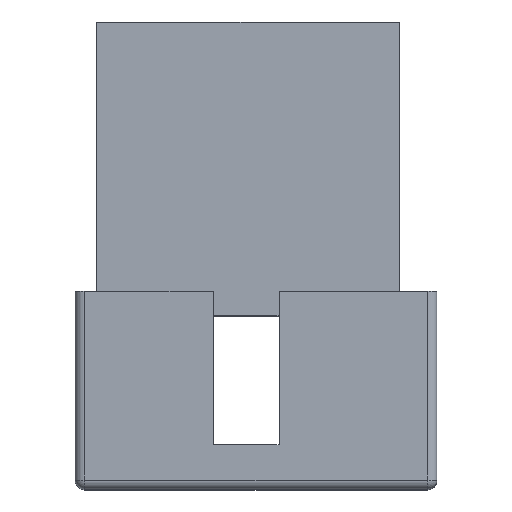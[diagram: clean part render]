
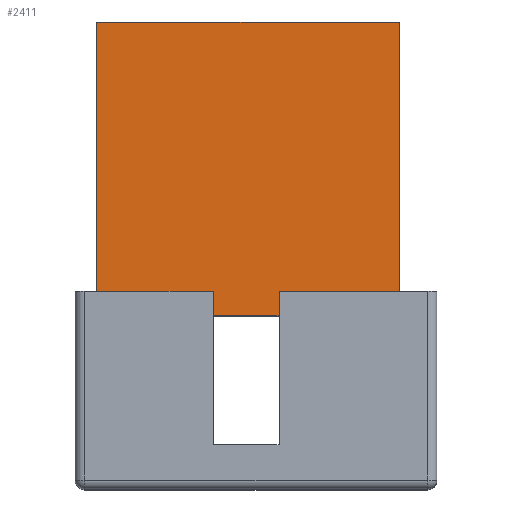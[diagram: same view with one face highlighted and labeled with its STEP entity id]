
A CAD part, top view. The second image highlights one B-rep face of the part: STEP entity #2411.
In plain terms, the highlighted planar face has unit normal (0, 0, 1).
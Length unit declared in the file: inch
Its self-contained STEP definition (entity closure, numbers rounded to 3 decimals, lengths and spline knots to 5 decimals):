
#309=DIRECTION('',(1.,0.,0.));
#310=VECTOR('',#309,0.14);
#311=CARTESIAN_POINT('',(-0.091,-0.1275,0.32));
#312=LINE('',#311,#310);
#575=DIRECTION('',(0.,-1.,0.));
#576=VECTOR('',#575,0.573);
#577=CARTESIAN_POINT('',(-0.339,0.4975,0.32));
#578=LINE('',#577,#576);
#579=DIRECTION('',(0.,-1.,0.));
#580=VECTOR('',#579,0.573);
#581=CARTESIAN_POINT('',(0.305,0.4975,0.32));
#582=LINE('',#581,#580);
#583=DIRECTION('',(1.,0.,0.));
#584=VECTOR('',#583,0.256);
#585=CARTESIAN_POINT('',(0.049,-0.0755,0.32));
#586=LINE('',#585,#584);
#587=DIRECTION('',(0.,1.,0.));
#588=VECTOR('',#587,0.052);
#589=CARTESIAN_POINT('',(0.049,-0.1275,0.32));
#590=LINE('',#589,#588);
#591=DIRECTION('',(0.,-1.,0.));
#592=VECTOR('',#591,0.052);
#593=CARTESIAN_POINT('',(-0.091,-0.0755,0.32));
#594=LINE('',#593,#592);
#595=DIRECTION('',(1.,0.,0.));
#596=VECTOR('',#595,0.248);
#597=CARTESIAN_POINT('',(-0.339,-0.0755,0.32));
#598=LINE('',#597,#596);
#611=DIRECTION('',(-1.,0.,0.));
#612=VECTOR('',#611,0.644);
#613=CARTESIAN_POINT('',(0.305,0.4975,0.32));
#614=LINE('',#613,#612);
#1390=CARTESIAN_POINT('',(0.049,-0.1275,0.32));
#1392=VERTEX_POINT('',#1390);
#1393=CARTESIAN_POINT('',(-0.091,-0.1275,0.32));
#1394=VERTEX_POINT('',#1393);
#1637=CARTESIAN_POINT('',(-0.091,-0.0755,0.32));
#1638=VERTEX_POINT('',#1637);
#1639=CARTESIAN_POINT('',(0.049,-0.0755,0.32));
#1640=VERTEX_POINT('',#1639);
#1690=CARTESIAN_POINT('',(-0.339,0.4975,0.32));
#1692=VERTEX_POINT('',#1690);
#1694=CARTESIAN_POINT('',(0.305,0.4975,0.32));
#1696=VERTEX_POINT('',#1694);
#1697=CARTESIAN_POINT('',(-0.339,-0.0755,0.32));
#1698=VERTEX_POINT('',#1697);
#1699=CARTESIAN_POINT('',(0.305,-0.0755,0.32));
#1700=VERTEX_POINT('',#1699);
#2393=CARTESIAN_POINT('',(0.,0.,0.32));
#2394=DIRECTION('',(0.,0.,1.));
#2395=DIRECTION('',(1.,0.,0.));
#2396=AXIS2_PLACEMENT_3D('',#2393,#2394,#2395);
#2397=PLANE('',#2396);
#2399=ORIENTED_EDGE('',*,*,#2398,.F.);
#2401=ORIENTED_EDGE('',*,*,#2400,.F.);
#2403=ORIENTED_EDGE('',*,*,#2402,.T.);
#2404=ORIENTED_EDGE('',*,*,#1871,.F.);
#2405=ORIENTED_EDGE('',*,*,#2360,.F.);
#2406=ORIENTED_EDGE('',*,*,#2092,.F.);
#2407=ORIENTED_EDGE('',*,*,#2386,.F.);
#2408=ORIENTED_EDGE('',*,*,#1853,.F.);
#2409=EDGE_LOOP('',(#2399,#2401,#2403,#2404,#2405,#2406,#2407,#2408));
#2410=FACE_OUTER_BOUND('',#2409,.F.);
#2411=ADVANCED_FACE('',(#2410),#2397,.T.);
#1853=EDGE_CURVE('',#1698,#1638,#598,.T.);
#1871=EDGE_CURVE('',#1640,#1700,#586,.T.);
#2092=EDGE_CURVE('',#1394,#1392,#312,.T.);
#2360=EDGE_CURVE('',#1392,#1640,#590,.T.);
#2386=EDGE_CURVE('',#1638,#1394,#594,.T.);
#2398=EDGE_CURVE('',#1692,#1698,#578,.T.);
#2400=EDGE_CURVE('',#1696,#1692,#614,.T.);
#2402=EDGE_CURVE('',#1696,#1700,#582,.T.);
